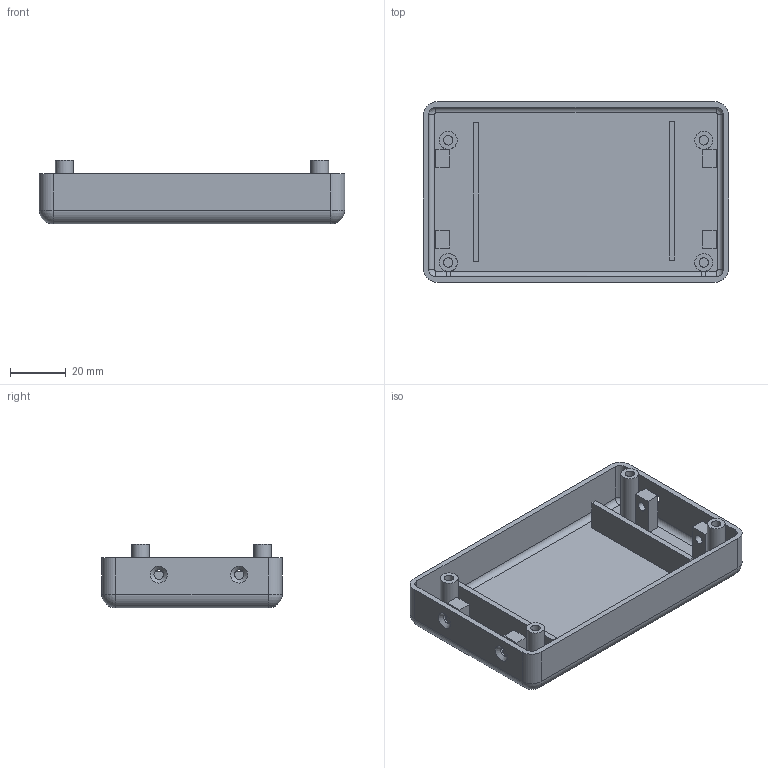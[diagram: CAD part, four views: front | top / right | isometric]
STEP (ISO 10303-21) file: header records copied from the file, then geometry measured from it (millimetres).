
FILE_DESCRIPTION(('FreeCAD Model'),'2;1');
FILE_NAME('Open CASCADE Shape Model','2022-03-30T18:36:27',('Author'),( ''),'Open CASCADE STEP processor 7.5','FreeCAD','Unknown');
FILE_SCHEMA(('AUTOMOTIVE_DESIGN { 1 0 10303 214 1 1 1 1 }'));
Length unit declared in the file: millimetre
Products named in the file (1): CaseBottomPart
Bounding box: 110 x 65 x 23 mm (x, y, z)
Volume: 29603 mm3; surface area: 30288.9 mm2
Topology: 1 solids, 1 shells, 97 faces, 222 edges, 136 vertices
Faces by surface type: plane 49, cylinder 34, revolution 4, sphere 4, cone 4, bspline 2
Full cylindrical faces by diameter (mm): 3.4 x12, 6.4 x4
Entity records: 5741 total; most frequent: CARTESIAN_POINT 1152, DIRECTION 887, LINE 518, VECTOR 518, ORIENTED_EDGE 436, PCURVE 436, DEFINITIONAL_REPRESENTATION 436, EDGE_CURVE 218
